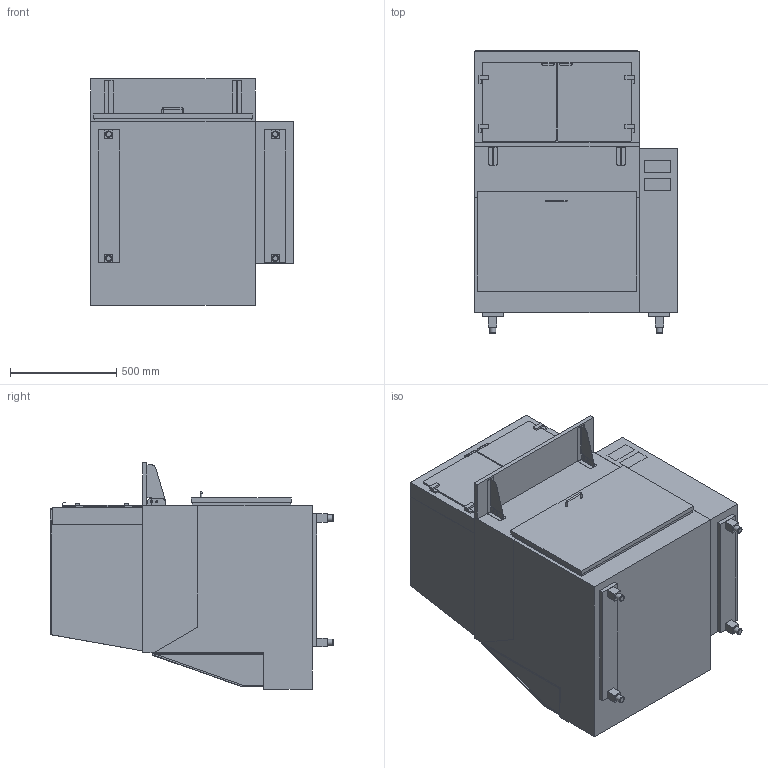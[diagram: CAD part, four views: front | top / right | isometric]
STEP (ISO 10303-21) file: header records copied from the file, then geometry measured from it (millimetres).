
FILE_DESCRIPTION(/* description */ ('zentralgekühlt'),/* implementation_level */ '2;1');
FILE_NAME(/* name */ '3D-AKE-00008948.stp',/* time_stamp */ '2022-06-01T10:25:23+02:00',/* author */ ('julian.lux'),/* organization */ (''),/* preprocessor_version */ 'ST-DEVELOPER v18',/* originating_system */ 'Autodesk Inventor 2020',/* authorisation */ '');
FILE_SCHEMA (('AUTOMOTIVE_DESIGN { 1 0 10303 214 3 1 1 }'));
Length unit declared in the file: millimetre
Products named in the file (1): 3D-AKE-00008948
Bounding box: 955 x 1334 x 1065 mm (x, y, z)
Volume: 297739063.3 mm3; surface area: 19833668.2 mm2
Topology: 92 solids, 92 shells, 800 faces, 1908 edges, 1302 vertices
Faces by surface type: plane 657, cylinder 115, torus 28
Full cylindrical faces by diameter (mm): 5 x33, 8 x3, 10 x8, 30 x4
Entity records: 23125 total; most frequent: CARTESIAN_POINT 4011, DIRECTION 3924, ORIENTED_EDGE 3816, EDGE_CURVE 1908, LINE 1494, VECTOR 1494, VERTEX_POINT 1302, AXIS2_PLACEMENT_3D 1215
